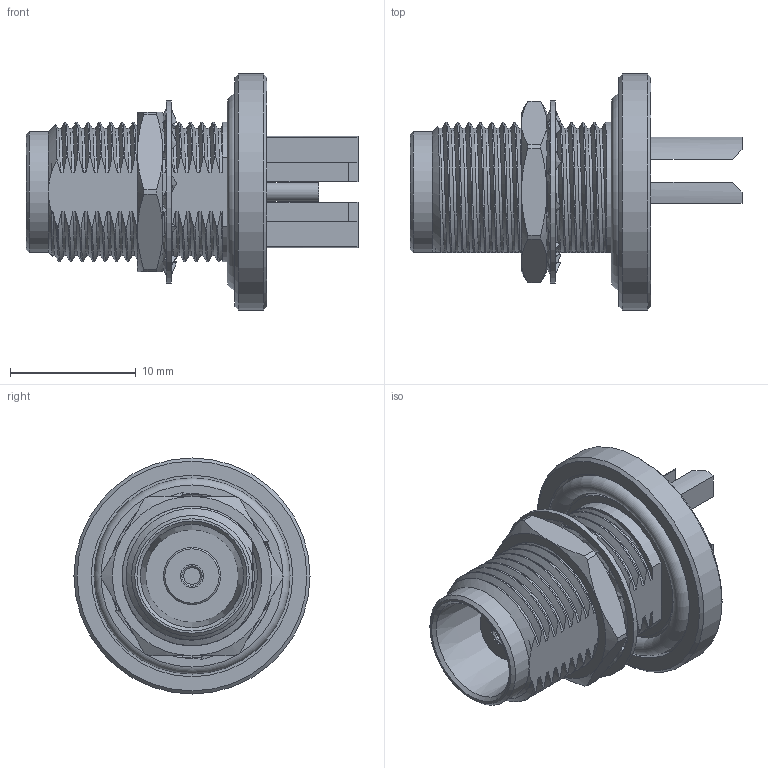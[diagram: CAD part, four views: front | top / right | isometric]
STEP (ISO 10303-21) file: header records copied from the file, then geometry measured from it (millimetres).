
FILE_DESCRIPTION (( 'STEP AP203' ), '1' );
FILE_NAME ('PE44894_3D.step', '2021-01-28T16:56:08', ( '' ), ( '' ), 'SwSTEP 2.0', 'SolidWorks 2018', '' );
FILE_SCHEMA (( 'CONFIG_CONTROL_DESIGN' ));
Length unit declared in the file: inch
Products named in the file (1): PE44894_3D
Bounding box: 26.44 x 18.8 x 18.8 mm (x, y, z)
Volume: 2000.3 mm3; surface area: 2678 mm2
Topology: 4 solids, 4 shells, 247 faces, 689 edges, 461 vertices
Faces by surface type: bspline 92, plane 75, cylinder 53, cone 26, torus 1
Full cylindrical faces by diameter (mm): 1.346 x1, 1.5 x1, 1.854 x1, 2.008 x1, 3.81 x1, 4.572 x1, 9.632 x1, 12.353 x1, 14.506 x1, 16.049 x1, 18.8 x1
Entity records: 36868 total; most frequent: CARTESIAN_POINT 31471, ORIENTED_EDGE 1330, DIRECTION 796, EDGE_CURVE 665, VERTEX_POINT 455, AXIS2_PLACEMENT_3D 289, EDGE_LOOP 280, FACE_OUTER_BOUND 257
